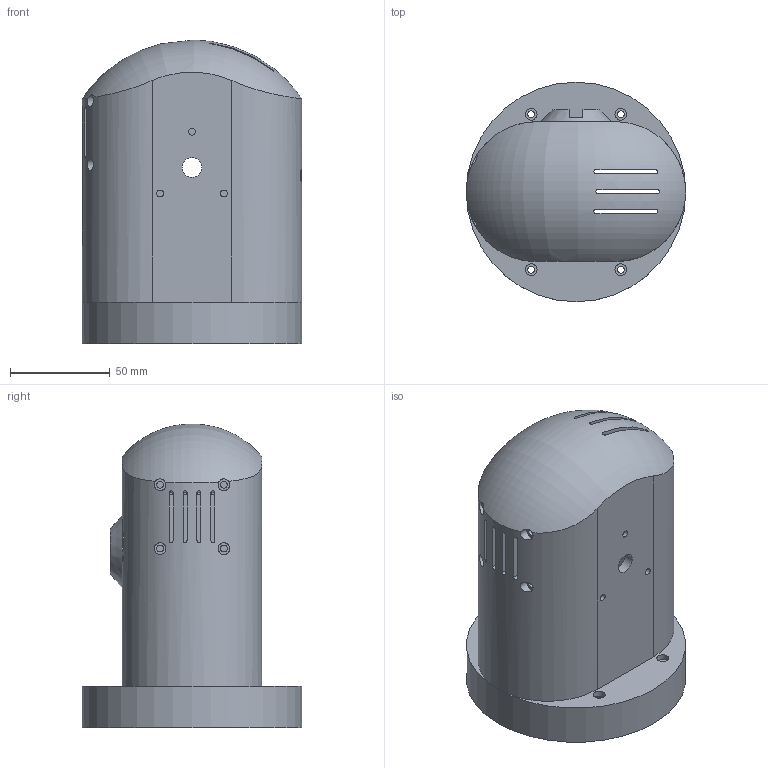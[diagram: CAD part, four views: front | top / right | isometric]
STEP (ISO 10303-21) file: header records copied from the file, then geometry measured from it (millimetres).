
FILE_DESCRIPTION(('FreeCAD Model'),'2;1');
FILE_NAME('Open CASCADE Shape Model','2021-08-01T16:32:41',('Author'),( ''),'Open CASCADE STEP processor 7.5','FreeCAD','Unknown');
FILE_SCHEMA(('AUTOMOTIVE_DESIGN { 1 0 10303 214 1 1 1 1 }'));
Length unit declared in the file: millimetre
Products named in the file (1): Art3Body
Bounding box: 110.1 x 110.1 x 152.48 mm (x, y, z)
Volume: 380128.9 mm3; surface area: 107954.8 mm2
Topology: 1 solids, 1 shells, 203 faces, 585 edges, 393 vertices
Faces by surface type: plane 138, cylinder 62, revolution 2, cone 1
Full cylindrical faces by diameter (mm): 2 x4, 3.4 x22, 5.9 x10, 10 x2, 16.4 x1, 100.4 x1, 110.1 x1
Entity records: 19832 total; most frequent: CARTESIAN_POINT 8562, DIRECTION 1950, LINE 1168, VECTOR 1168, ORIENTED_EDGE 1158, PCURVE 1158, DEFINITIONAL_REPRESENTATION 1158, EDGE_CURVE 579
